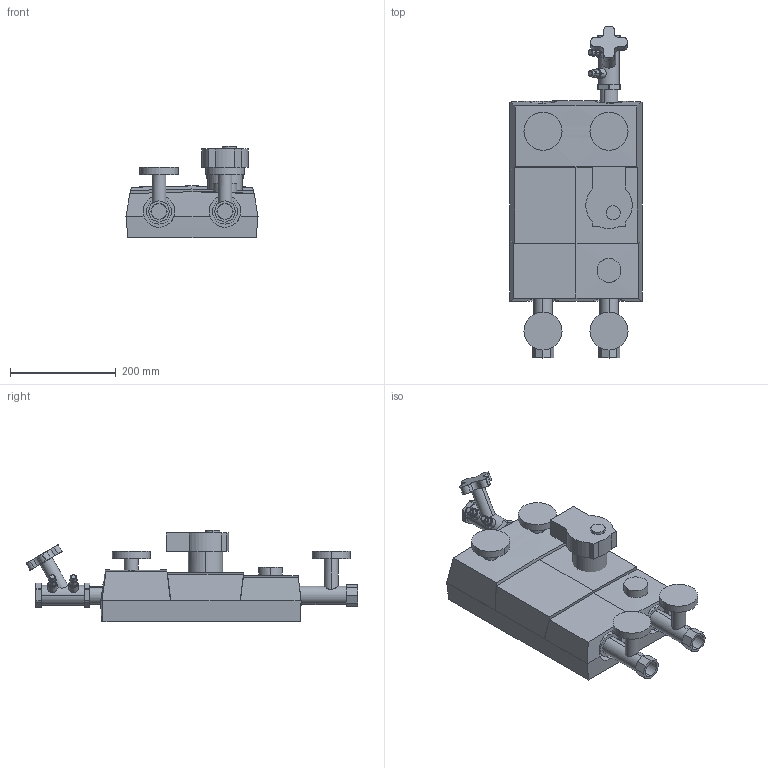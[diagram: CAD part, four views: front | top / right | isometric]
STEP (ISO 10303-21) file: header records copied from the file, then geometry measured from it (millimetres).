
FILE_DESCRIPTION (( 'STEP AP214' ), '1' );
FILE_NAME ('GRA261 DN25 61047100.STEP', '2026-02-27T12:47:00', ( '' ), ( '' ), 'SwSTEP 2.0', 'SolidWorks 2025', '' );
FILE_SCHEMA (( 'AUTOMOTIVE_DESIGN' ));
Length unit declared in the file: millimetre
Products named in the file (1): GRA261 DN25 61047100
Bounding box: 250 x 628.43 x 173 mm (x, y, z)
Volume: 9307078.4 mm3; surface area: 599413.2 mm2
Topology: 4 solids, 4 shells, 336 faces, 830 edges, 544 vertices
Faces by surface type: plane 160, cylinder 158, torus 10, cone 8
Entity records: 15222 total; most frequent: CARTESIAN_POINT 3371, DIRECTION 1709, ORIENTED_EDGE 1660, EDGE_CURVE 830, AXIS2_PLACEMENT_3D 621, VERTEX_POINT 544, LINE 467, VECTOR 467
